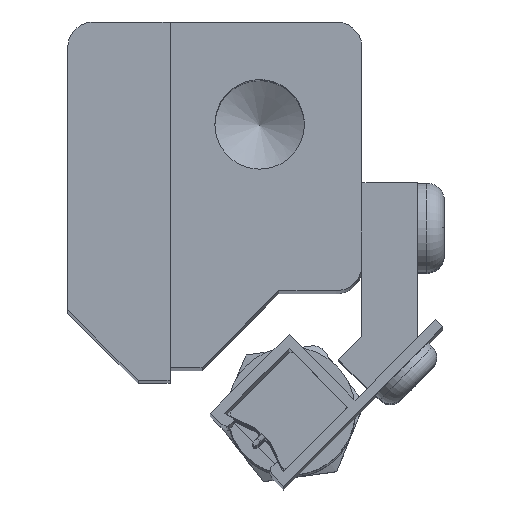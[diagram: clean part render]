
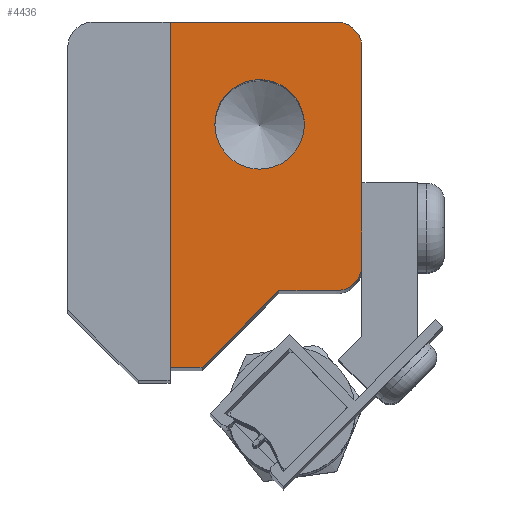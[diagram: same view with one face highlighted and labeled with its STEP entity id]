
A CAD part, top view. The second image highlights one B-rep face of the part: STEP entity #4436.
In plain terms, the highlighted planar face has unit normal (0, 0, 1).
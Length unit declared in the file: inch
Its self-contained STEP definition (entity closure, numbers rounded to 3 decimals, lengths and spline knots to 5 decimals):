
#381=LINE('',#6972,#643);
#385=LINE('',#7008,#647);
#389=LINE('',#7016,#651);
#392=LINE('',#7022,#654);
#395=LINE('',#7028,#657);
#399=LINE('',#7042,#661);
#643=VECTOR('',#5553,0.3937);
#647=VECTOR('',#5593,0.3937);
#651=VECTOR('',#5599,0.3937);
#654=VECTOR('',#5604,0.3937);
#657=VECTOR('',#5609,0.3937);
#661=VECTOR('',#5627,0.3937);
#901=PLANE('',#4938);
#1063=FACE_BOUND('',#1590,.T.);
#1253=FACE_OUTER_BOUND('',#1589,.T.);
#1589=EDGE_LOOP('',(#3341,#3342,#3343,#3344,#3345,#3346,#3347,#3348));
#1590=EDGE_LOOP('',(#3349));
#2030=CIRCLE('',#4900,0.21875);
#2045=CIRCLE('',#4931,0.125);
#2047=CIRCLE('',#4934,0.125);
#2264=VERTEX_POINT('',#6956);
#2269=VERTEX_POINT('',#6970);
#2270=VERTEX_POINT('',#6971);
#2283=VERTEX_POINT('',#7006);
#2284=VERTEX_POINT('',#7007);
#2287=VERTEX_POINT('',#7015);
#2289=VERTEX_POINT('',#7021);
#2291=VERTEX_POINT('',#7027);
#2293=VERTEX_POINT('',#7036);
#2689=EDGE_CURVE('',#2264,#2264,#2030,.T.);
#2694=EDGE_CURVE('',#2269,#2270,#381,.T.);
#2708=EDGE_CURVE('',#2283,#2284,#385,.T.);
#2712=EDGE_CURVE('',#2284,#2287,#389,.T.);
#2715=EDGE_CURVE('',#2287,#2289,#392,.T.);
#2718=EDGE_CURVE('',#2289,#2291,#395,.T.);
#2721=EDGE_CURVE('',#2291,#2269,#2045,.T.);
#2723=EDGE_CURVE('',#2270,#2293,#2047,.T.);
#2726=EDGE_CURVE('',#2293,#2283,#399,.T.);
#3341=ORIENTED_EDGE('',*,*,#2708,.F.);
#3342=ORIENTED_EDGE('',*,*,#2726,.F.);
#3343=ORIENTED_EDGE('',*,*,#2723,.F.);
#3344=ORIENTED_EDGE('',*,*,#2694,.F.);
#3345=ORIENTED_EDGE('',*,*,#2721,.F.);
#3346=ORIENTED_EDGE('',*,*,#2718,.F.);
#3347=ORIENTED_EDGE('',*,*,#2715,.F.);
#3348=ORIENTED_EDGE('',*,*,#2712,.F.);
#3349=ORIENTED_EDGE('',*,*,#2689,.T.);
#4436=ADVANCED_FACE('',(#1253,#1063),#901,.T.);
#4900=AXIS2_PLACEMENT_3D('',#6957,#5535,#5536);
#4931=AXIS2_PLACEMENT_3D('',#7033,#5614,#5615);
#4934=AXIS2_PLACEMENT_3D('',#7037,#5620,#5621);
#4938=AXIS2_PLACEMENT_3D('',#7045,#5631,#5632);
#5535=DIRECTION('center_axis',(0.,0.,-1.));
#5536=DIRECTION('ref_axis',(1.,0.,0.));
#5553=DIRECTION('',(0.,-1.,0.));
#5593=DIRECTION('',(-0.707,-0.707,0.));
#5599=DIRECTION('',(-1.,0.,0.));
#5604=DIRECTION('',(0.,1.,0.));
#5609=DIRECTION('',(1.,0.,0.));
#5614=DIRECTION('center_axis',(0.,0.,-1.));
#5615=DIRECTION('ref_axis',(1.,0.,0.));
#5620=DIRECTION('center_axis',(0.,0.,-1.));
#5621=DIRECTION('ref_axis',(0.,-1.,0.));
#5627=DIRECTION('',(-1.,0.,0.));
#5631=DIRECTION('center_axis',(0.,0.,1.));
#5632=DIRECTION('ref_axis',(1.,0.,0.));
#6956=CARTESIAN_POINT('',(0.625,0.8125,9.));
#6957=CARTESIAN_POINT('Origin',(0.40625,0.8125,9.));
#6970=CARTESIAN_POINT('',(0.90625,1.1875,9.));
#6971=CARTESIAN_POINT('',(0.90625,0.125,9.));
#6972=CARTESIAN_POINT('',(0.90625,0.125,9.));
#7006=CARTESIAN_POINT('',(0.5,0.,9.));
#7007=CARTESIAN_POINT('',(0.125,-0.375,9.));
#7008=CARTESIAN_POINT('',(0.125,-0.375,9.));
#7015=CARTESIAN_POINT('',(-0.03125,-0.375,9.));
#7016=CARTESIAN_POINT('',(-0.03125,-0.375,9.));
#7021=CARTESIAN_POINT('',(-0.03125,1.3125,9.));
#7022=CARTESIAN_POINT('',(-0.03125,1.3125,9.));
#7027=CARTESIAN_POINT('',(0.78125,1.3125,9.));
#7028=CARTESIAN_POINT('',(0.78125,1.3125,9.));
#7033=CARTESIAN_POINT('Origin',(0.78125,1.1875,9.));
#7036=CARTESIAN_POINT('',(0.78125,0.,9.));
#7037=CARTESIAN_POINT('Origin',(0.78125,0.125,9.));
#7042=CARTESIAN_POINT('',(0.5,0.,9.));
#7045=CARTESIAN_POINT('Origin',(0.38705,0.53917,9.));
